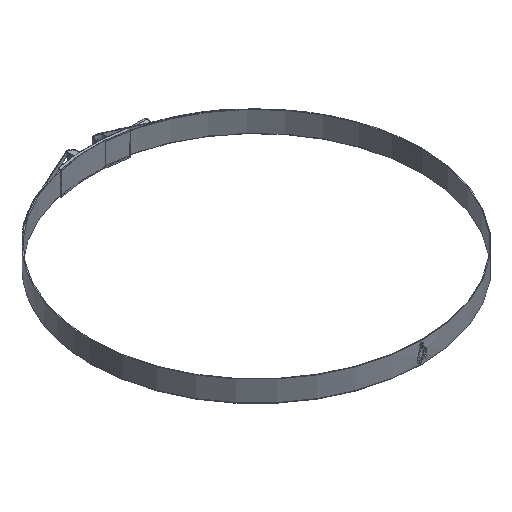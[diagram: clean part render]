
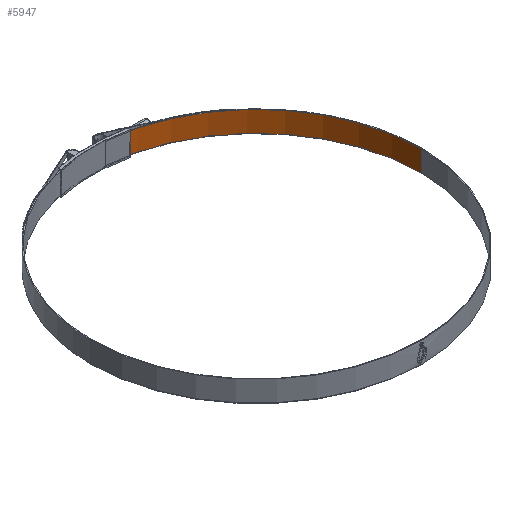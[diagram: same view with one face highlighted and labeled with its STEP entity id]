
A CAD part, isometric view. The second image highlights one B-rep face of the part: STEP entity #5947.
In plain terms, the highlighted cylindrical face has radius 150 mm (diameter 300 mm), a partial arc.
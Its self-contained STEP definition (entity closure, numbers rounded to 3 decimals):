
#185 = CARTESIAN_POINT ( 'NONE',  ( 150., 0., 9.525 ) ) ;
#491 = ORIENTED_EDGE ( 'NONE', *, *, #3180, .F. ) ;
#1596 = LINE ( 'NONE', #8321, #10004 ) ;
#2158 = CIRCLE ( 'NONE', #6310, 150. ) ;
#3032 = CARTESIAN_POINT ( 'NONE',  ( 12.097, 149.511, 9.525 ) ) ;
#3180 = EDGE_CURVE ( 'NONE', #11507, #13323, #2158, .T. ) ;
#4253 = AXIS2_PLACEMENT_3D ( 'NONE', #4925, #12690, #7110 ) ;
#4305 = DIRECTION ( 'NONE',  ( 0., 0., -1. ) ) ;
#4620 = EDGE_CURVE ( 'NONE', #11507, #12011, #1596, .T. ) ;
#4730 = DIRECTION ( 'NONE',  ( -1., 0., 0. ) ) ;
#4925 = CARTESIAN_POINT ( 'NONE',  ( 0., 0., -9.525 ) ) ;
#5345 = CARTESIAN_POINT ( 'NONE',  ( 150., 0., -9.525 ) ) ;
#5947 = ADVANCED_FACE ( 'NONE', ( #6259 ), #14156, .F. ) ;
#6259 = FACE_OUTER_BOUND ( 'NONE', #6623, .T. ) ;
#6310 = AXIS2_PLACEMENT_3D ( 'NONE', #7845, #10225, #4730 ) ;
#6405 = CARTESIAN_POINT ( 'NONE',  ( 0., 0., 9.525 ) ) ;
#6623 = EDGE_LOOP ( 'NONE', ( #11328, #491, #8931, #9053 ) ) ;
#7079 = CARTESIAN_POINT ( 'NONE',  ( 12.097, 149.511, -9.525 ) ) ;
#7110 = DIRECTION ( 'NONE',  ( -1., 0., 0. ) ) ;
#7470 = AXIS2_PLACEMENT_3D ( 'NONE', #6405, #4305, #7563 ) ;
#7478 = DIRECTION ( 'NONE',  ( 0., 0., -1. ) ) ;
#7563 = DIRECTION ( 'NONE',  ( -1., 0., 0. ) ) ;
#7845 = CARTESIAN_POINT ( 'NONE',  ( 0., 0., 9.525 ) ) ;
#7965 = CIRCLE ( 'NONE', #4253, 150. ) ;
#8321 = CARTESIAN_POINT ( 'NONE',  ( 12.097, 149.511, 9.525 ) ) ;
#8824 = VERTEX_POINT ( 'NONE', #5345 ) ;
#8931 = ORIENTED_EDGE ( 'NONE', *, *, #4620, .T. ) ;
#9053 = ORIENTED_EDGE ( 'NONE', *, *, #11331, .T. ) ;
#9647 = LINE ( 'NONE', #11971, #13268 ) ;
#10004 = VECTOR ( 'NONE', #12539, 1000. ) ;
#10225 = DIRECTION ( 'NONE',  ( 0., 0., -1. ) ) ;
#11328 = ORIENTED_EDGE ( 'NONE', *, *, #12557, .F. ) ;
#11331 = EDGE_CURVE ( 'NONE', #12011, #8824, #7965, .T. ) ;
#11507 = VERTEX_POINT ( 'NONE', #3032 ) ;
#11971 = CARTESIAN_POINT ( 'NONE',  ( 150., 0., 9.525 ) ) ;
#12011 = VERTEX_POINT ( 'NONE', #7079 ) ;
#12539 = DIRECTION ( 'NONE',  ( 0., 0., -1. ) ) ;
#12557 = EDGE_CURVE ( 'NONE', #13323, #8824, #9647, .T. ) ;
#12690 = DIRECTION ( 'NONE',  ( 0., 0., -1. ) ) ;
#13268 = VECTOR ( 'NONE', #7478, 1000. ) ;
#13323 = VERTEX_POINT ( 'NONE', #185 ) ;
#14156 = CYLINDRICAL_SURFACE ( 'NONE', #7470, 150. ) ;
